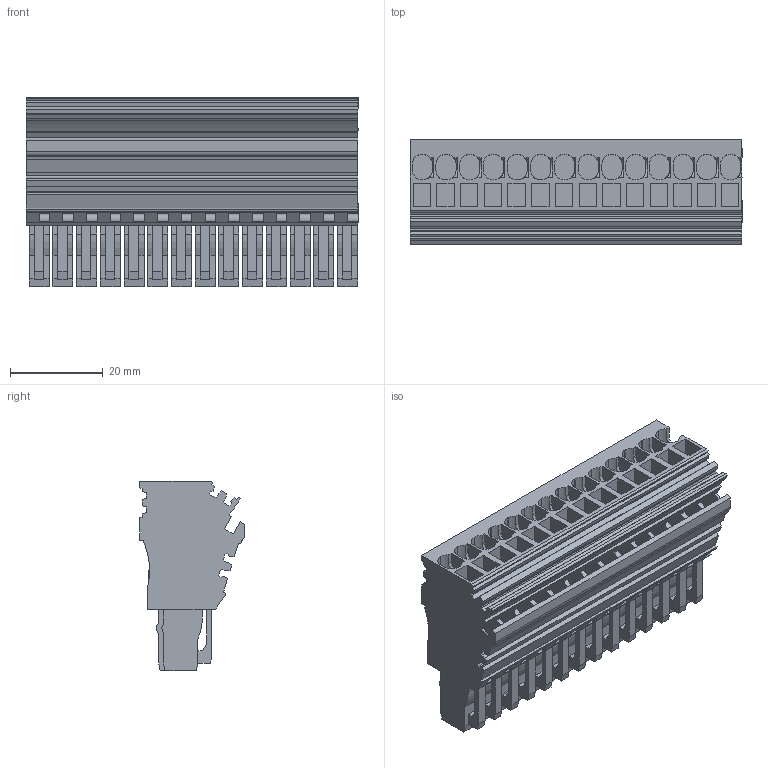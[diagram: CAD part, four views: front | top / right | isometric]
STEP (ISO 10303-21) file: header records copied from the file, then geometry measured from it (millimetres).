
FILE_DESCRIPTION(('CATIA V5R24 STEP','CAx-IF Rec.Pracs.--- Model Styling and Organization---1.2---2011-12-15'),'2;1');
FILE_NAME ('359226_1', '2017-03-03T07:09:11+00:00', ('Weidmueller Interface'), ('Weidmueller'), 'CATIA Version 5-6 Release 2014 SP4 HF52', 'CATIA V5 STEP AP214', 'none');
FILE_SCHEMA(('AUTOMOTIVE_DESIGN { 1 0 10303 214 1 1 1 1 }'));
Length unit declared in the file: millimetre
Products named in the file (1): v5-standard_part
Bounding box: 71.4 x 22.55 x 40.75 mm (x, y, z)
Volume: 31336.2 mm3; surface area: 25856.8 mm2
Topology: 1 solids, 1 shells, 1568 faces, 4537 edges, 3026 vertices
Faces by surface type: plane 1225, cylinder 343
Entity records: 47027 total; most frequent: CARTESIAN_POINT 9379, ORIENTED_EDGE 9074, DIRECTION 5787, EDGE_CURVE 4537, VECTOR 3738, LINE 3738, VERTEX_POINT 3026, EDGE_LOOP 1651
